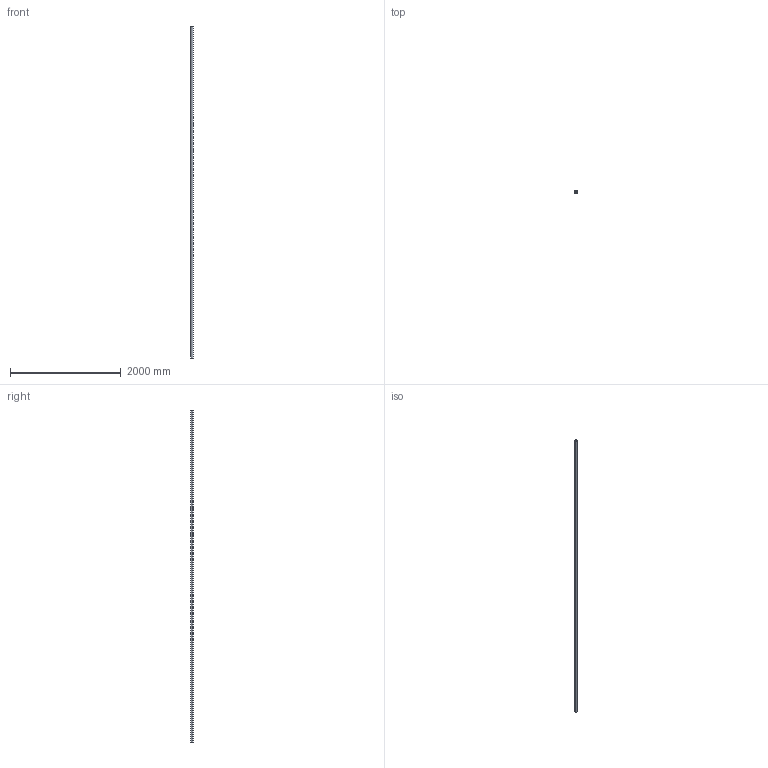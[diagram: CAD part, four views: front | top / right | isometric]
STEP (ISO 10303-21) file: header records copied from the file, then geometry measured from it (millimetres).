
FILE_DESCRIPTION (( 'STEP AP203' ), '1' );
FILE_NAME ('55150-STG.step', '2021-12-22T10:33:05', ( '' ), ( '' ), 'SwSTEP 2.0', 'SolidWorks 2018', '' );
FILE_SCHEMA (( 'CONFIG_CONTROL_DESIGN' ));
Length unit declared in the file: millimetre
Products named in the file (2): 55150-STG
Bounding box: 48.3 x 48.3 x 6000 mm (x, y, z)
Volume: 2158273.6 mm3; surface area: 1727348.2 mm2
Topology: 1 solids, 1 shells, 234 faces, 635 edges, 416 vertices
Faces by surface type: bspline 105, plane 98, cylinder 31
Entity records: 11695 total; most frequent: CARTESIAN_POINT 6361, ORIENTED_EDGE 1270, DIRECTION 751, EDGE_CURVE 635, VERTEX_POINT 416, VECTOR 305, LINE 305, EDGE_LOOP 249
